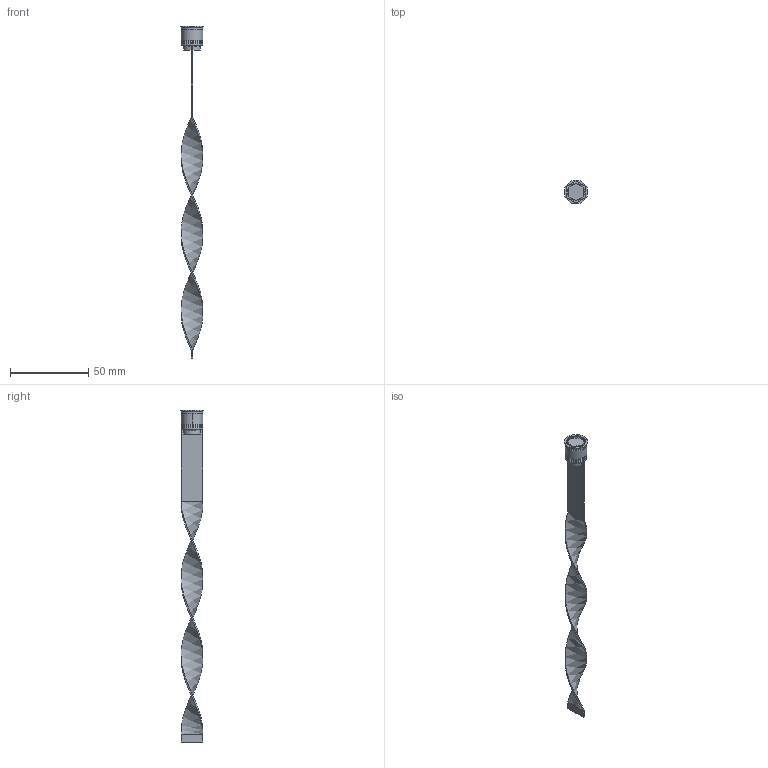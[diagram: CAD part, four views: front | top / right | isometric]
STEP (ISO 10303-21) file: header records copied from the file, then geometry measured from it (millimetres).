
FILE_DESCRIPTION (( 'STEP AP203' ), '1' );
FILE_NAME ('9eef.STEP', '2023-09-26T17:07:17', ( '' ), ( '' ), 'SwSTEP 2.0', 'SolidWorks 2019', '' );
FILE_SCHEMA (( 'CONFIG_CONTROL_DESIGN' ));
Length unit declared in the file: millimetre
Products named in the file (1): 9eef
Bounding box: 15 x 15 x 212.5 mm (x, y, z)
Volume: 5056.5 mm3; surface area: 7844.1 mm2
Topology: 3 solids, 3 shells, 98 faces, 206 edges, 125 vertices
Faces by surface type: plane 43, cylinder 28, torus 12, cone 11, bspline 4
Entity records: 3886 total; most frequent: CARTESIAN_POINT 1682, DIRECTION 475, ORIENTED_EDGE 412, EDGE_CURVE 206, AXIS2_PLACEMENT_3D 186, VERTEX_POINT 125, EDGE_LOOP 109, VECTOR 103
